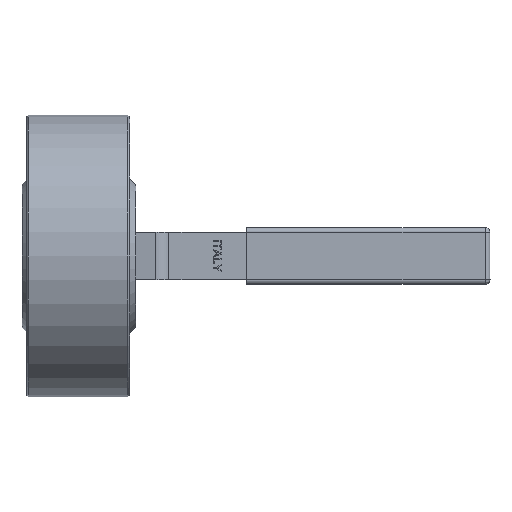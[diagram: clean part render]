
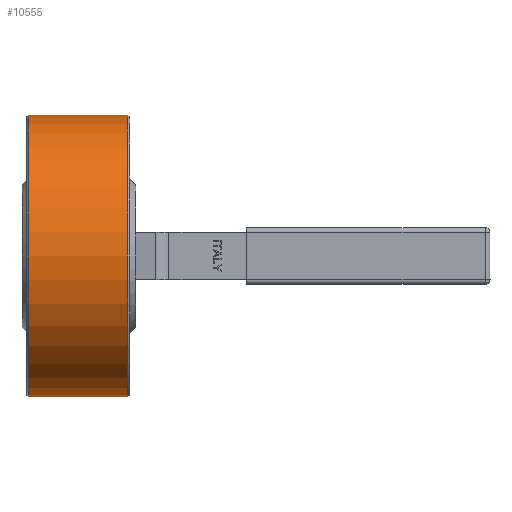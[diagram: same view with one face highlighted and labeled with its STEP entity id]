
A CAD part, front view. The second image highlights one B-rep face of the part: STEP entity #10555.
In plain terms, the highlighted cylindrical face has radius 44.5 mm (diameter 89 mm), a partial arc.
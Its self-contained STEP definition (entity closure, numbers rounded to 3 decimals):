
#36 = CARTESIAN_POINT ( 'NONE',  ( 16.5, 0., 44.5 ) ) ;
#37 = DIRECTION ( 'NONE',  ( -1., 0., 0. ) ) ;
#219 = DIRECTION ( 'NONE',  ( 0., 0., 1. ) ) ;
#220 = DIRECTION ( 'NONE',  ( -1., 0., 0. ) ) ;
#233 = CARTESIAN_POINT ( 'NONE',  ( 16.5, 0., 0. ) ) ;
#365 = CARTESIAN_POINT ( 'NONE',  ( -15., 0., 0. ) ) ;
#371 = DIRECTION ( 'NONE',  ( 1., 0., 0. ) ) ;
#372 = DIRECTION ( 'NONE',  ( 0., 0., -1. ) ) ;
#446 = DIRECTION ( 'NONE',  ( -1., 0., 0. ) ) ;
#447 = CARTESIAN_POINT ( 'NONE',  ( 16.5, 0., -44.5 ) ) ;
#816 = AXIS2_PLACEMENT_3D ( 'NONE', #365, #371, #372 ) ;
#1075 = CARTESIAN_POINT ( 'NONE',  ( -15., 0., -44.5 ) ) ;
#1077 = CARTESIAN_POINT ( 'NONE',  ( 16.5, 0., -44.5 ) ) ;
#1082 = CARTESIAN_POINT ( 'NONE',  ( -15., 0., 44.5 ) ) ;
#1899 = EDGE_CURVE ( 'NONE', #4618, #4625, #7853, .T. ) ;
#1953 = EDGE_CURVE ( 'NONE', #4391, #4618, #8068, .T. ) ;
#2032 = EDGE_CURVE ( 'NONE', #4623, #4625, #8044, .T. ) ;
#2051 = EDGE_CURVE ( 'NONE', #4623, #4391, #8027, .T. ) ;
#3273 = AXIS2_PLACEMENT_3D ( 'NONE', #6609, #6610, #6614 ) ;
#3900 = ORIENTED_EDGE ( 'NONE', *, *, #1953, .T. ) ;
#3925 = ORIENTED_EDGE ( 'NONE', *, *, #2032, .F. ) ;
#3926 = ORIENTED_EDGE ( 'NONE', *, *, #2051, .T. ) ;
#4114 = ORIENTED_EDGE ( 'NONE', *, *, #1899, .T. ) ;
#4391 = VERTEX_POINT ( 'NONE', #10889 ) ;
#4618 = VERTEX_POINT ( 'NONE', #1082 ) ;
#4623 = VERTEX_POINT ( 'NONE', #1077 ) ;
#4625 = VERTEX_POINT ( 'NONE', #1075 ) ;
#5588 = EDGE_LOOP ( 'NONE', ( #3925, #3926, #3900, #4114 ) ) ;
#5788 = AXIS2_PLACEMENT_3D ( 'NONE', #233, #220, #219 ) ;
#6609 = CARTESIAN_POINT ( 'NONE',  ( 16.5, 0., 0. ) ) ;
#6610 = DIRECTION ( 'NONE',  ( -1., 0., 0. ) ) ;
#6614 = DIRECTION ( 'NONE',  ( 0., 0., 1. ) ) ;
#7853 = CIRCLE ( 'NONE', #816, 44.5 ) ;
#8027 = CIRCLE ( 'NONE', #5788, 44.5 ) ;
#8044 = LINE ( 'NONE', #447, #8046 ) ;
#8046 = VECTOR ( 'NONE', #446, 1000. ) ;
#8065 = VECTOR ( 'NONE', #37, 1000. ) ;
#8068 = LINE ( 'NONE', #36, #8065 ) ;
#10439 = CYLINDRICAL_SURFACE ( 'NONE', #3273, 44.5 ) ;
#10446 = FACE_OUTER_BOUND ( 'NONE', #5588, .T. ) ;
#10555 = ADVANCED_FACE ( 'NONE', ( #10446 ), #10439, .T. ) ;
#10889 = CARTESIAN_POINT ( 'NONE',  ( 16.5, 0., 44.5 ) ) ;
